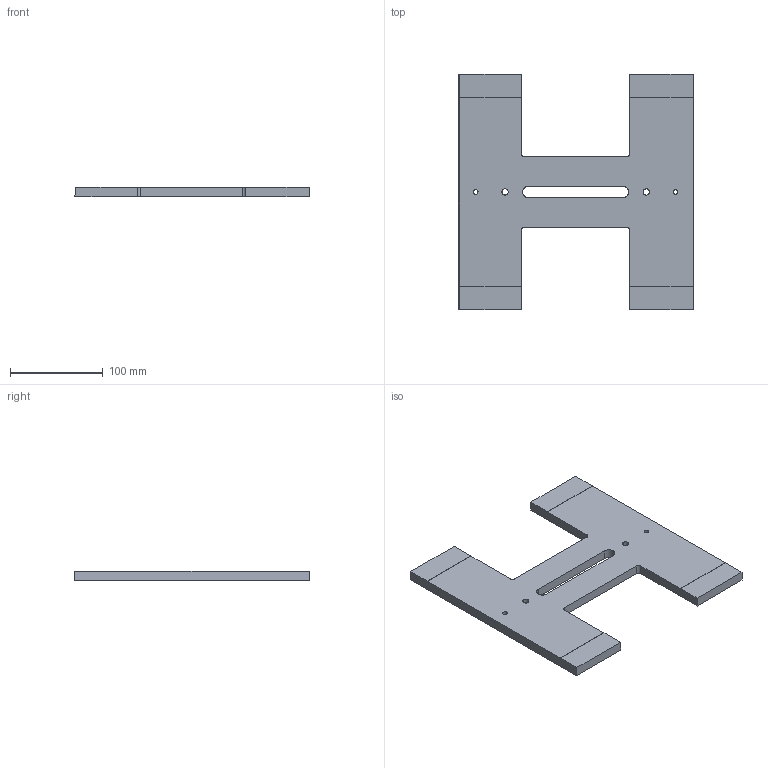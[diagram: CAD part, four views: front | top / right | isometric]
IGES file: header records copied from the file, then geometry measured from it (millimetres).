
Start section: SolidWorks IGES file using analytic representation for surfaces
Global section: file name: D1002418-v3.IGS; native system: SolidWorks 2012; preprocessor: SolidWorks 2012; author: esanchez; date: 130128.100445; units: inch
Bounding box: 253.11 x 254 x 10.41 mm (x, y, z)
Surface area: 100970.2 mm2 (no closed solid volume)
Topology: 0 solids, 0 shells, 45 faces, 532 edges, 532 vertices
Faces by surface type: bspline 26, revolution 19
